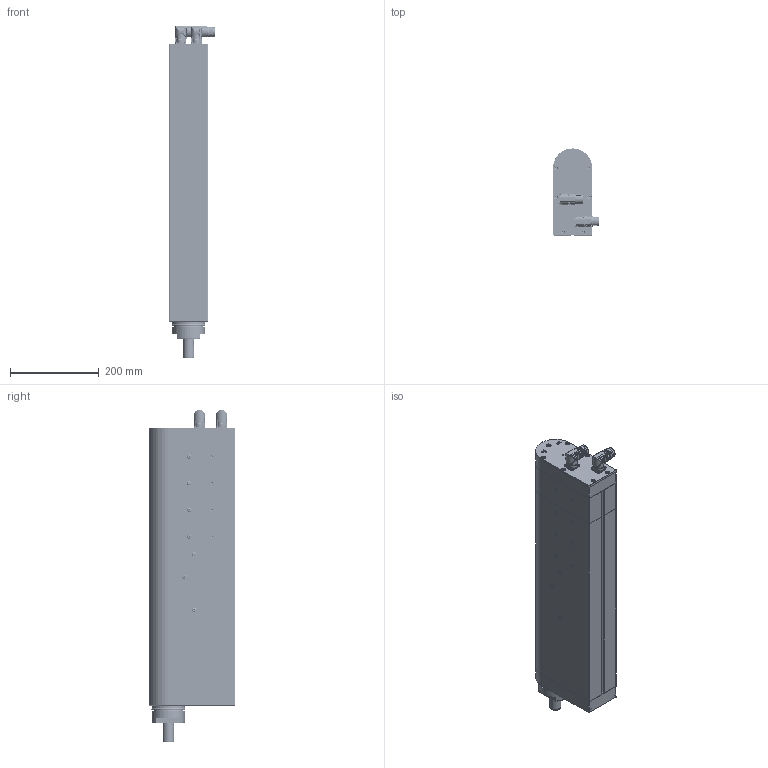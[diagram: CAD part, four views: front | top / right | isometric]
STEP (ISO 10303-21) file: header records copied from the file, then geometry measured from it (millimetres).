
FILE_DESCRIPTION (( 'STEP AP214' ), '1' );
FILE_NAME ('0186-0936_220906_PR02-88x76-C_48x240F-HP-C-150-L00_MS0x_TS00.STEP', '2022-09-06T05:46:43', ( '' ), ( '' ), 'SwSTEP 2.0', 'SolidWorks 2022', '' );
FILE_SCHEMA (( 'AUTOMOTIVE_DESIGN' ));
Length unit declared in the file: millimetre
Products named in the file (3): 0186-0936_220906_PR02-88x76-C_48x240F-HP-C-150-L00_MS0x_TS00; RS02h-DA-25x612-L01; stator_PR02-88x76-C_48x240F-C-150-L00_MSxx_TS00
Assembly tree (2 placements, depth 2):
  0186-0936_220906_PR02-88x76-C_48x240F-HP-C-150-L00_MS0x_TS00
    stator_PR02-88x76-C_48x240F-C-150-L00_MSxx_TS00
    RS02h-DA-25x612-L01
Bounding box: 103.46 x 195 x 746.62 mm (x, y, z)
Volume: 10306504.1 mm3; surface area: 582608.2 mm2
Topology: 41 solids, 43 shells, 3832 faces, 9624 edges, 5929 vertices
Faces by surface type: plane 1305, cylinder 1219, cone 887, bspline 369, torus 45, sphere 7
Full cylindrical faces by diameter (mm): 1 x20, 1.2 x10, 1.5 x10, 1.8 x10, 2 x16, 2.05 x8, 2.5 x1, 2.6 x8, 2.7 x8, 2.8 x10, 2.9 x8, 4 x72, 4.2 x4, 4.3 x6, 4.5 x15, 5 x19, 5.5 x7, 5.7 x7, 6 x5, 6.4 x4, 6.8 x5, 8 x2, 8.4 x8, 9.5 x7, 10 x11, 10.5 x4, 11.8 x1, 13 x2, 14.5 x2, 17.3 x2
Entity records: 150327 total; most frequent: CARTESIAN_POINT 61748, ORIENTED_EDGE 17519, DIRECTION 14892, EDGE_CURVE 8762, VERTEX_POINT 5617, AXIS2_PLACEMENT_3D 5520, EDGE_LOOP 4486, FACE_OUTER_BOUND 4087
